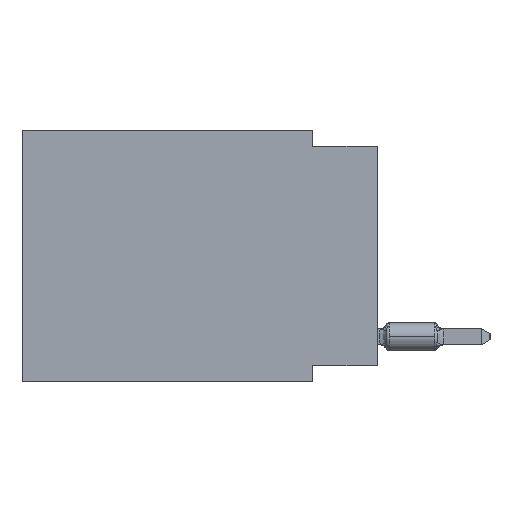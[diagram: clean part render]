
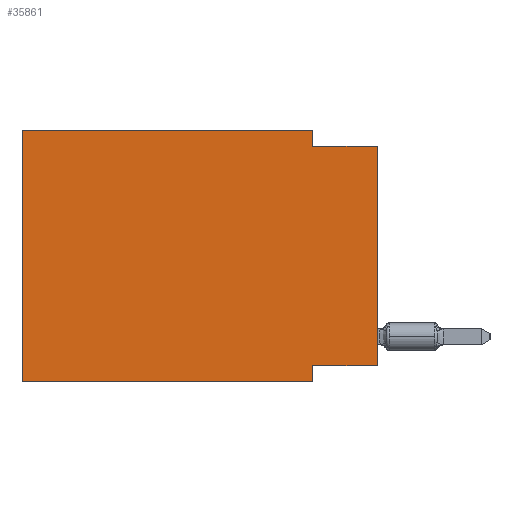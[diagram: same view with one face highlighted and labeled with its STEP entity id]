
A CAD part, left-side view. The second image highlights one B-rep face of the part: STEP entity #35861.
In plain terms, the highlighted planar face has unit normal (-1, 0, 0).
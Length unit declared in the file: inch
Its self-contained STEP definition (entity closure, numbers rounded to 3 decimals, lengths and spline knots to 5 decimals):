
#642 = CARTESIAN_POINT ( 'NONE',  ( 0., 0.55, 0. ) ) ;
#2151 = ORIENTED_EDGE ( 'NONE', *, *, #6909, .F. ) ;
#2806 = LINE ( 'NONE', #41059, #15462 ) ;
#2817 = CARTESIAN_POINT ( 'NONE',  ( 0., 0.55, 0. ) ) ;
#3869 = CARTESIAN_POINT ( 'NONE',  ( 0., 0.1, 0. ) ) ;
#3905 = EDGE_CURVE ( 'NONE', #38754, #16025, #2806, .T. ) ;
#5111 = VERTEX_POINT ( 'NONE', #34184 ) ;
#5665 = CARTESIAN_POINT ( 'NONE',  ( 0., 0., -0.365 ) ) ;
#6637 = CARTESIAN_POINT ( 'NONE',  ( 0., 0.55, 0. ) ) ;
#6909 = EDGE_CURVE ( 'NONE', #19228, #5111, #38127, .T. ) ;
#7637 = LINE ( 'NONE', #3869, #16478 ) ;
#7696 = VERTEX_POINT ( 'NONE', #23060 ) ;
#7856 = ORIENTED_EDGE ( 'NONE', *, *, #36428, .F. ) ;
#7918 = CARTESIAN_POINT ( 'NONE',  ( 0., 0., 0. ) ) ;
#8014 = VECTOR ( 'NONE', #16695, 39.37008 ) ;
#11508 = FACE_OUTER_BOUND ( 'NONE', #17219, .T. ) ;
#12141 = CARTESIAN_POINT ( 'NONE',  ( 0., 0.1, -0.39 ) ) ;
#12683 = DIRECTION ( 'NONE',  ( 0., -1., 0. ) ) ;
#13465 = DIRECTION ( 'NONE',  ( 1., 0., 0. ) ) ;
#13500 = EDGE_CURVE ( 'NONE', #15634, #15729, #7637, .T. ) ;
#13776 = ORIENTED_EDGE ( 'NONE', *, *, #13500, .F. ) ;
#14632 = VECTOR ( 'NONE', #28736, 39.37008 ) ;
#15462 = VECTOR ( 'NONE', #18765, 39.37008 ) ;
#15511 = AXIS2_PLACEMENT_3D ( 'NONE', #642, #13465, #24313 ) ;
#15634 = VERTEX_POINT ( 'NONE', #22216 ) ;
#15729 = VERTEX_POINT ( 'NONE', #29763 ) ;
#16025 = VERTEX_POINT ( 'NONE', #21957 ) ;
#16478 = VECTOR ( 'NONE', #39791, 39.37008 ) ;
#16570 = ORIENTED_EDGE ( 'NONE', *, *, #31525, .T. ) ;
#16695 = DIRECTION ( 'NONE',  ( 0., -1., 0. ) ) ;
#17219 = EDGE_LOOP ( 'NONE', ( #21678, #7856, #13776, #20789, #2151, #16570, #39152, #38716 ) ) ;
#17756 = VECTOR ( 'NONE', #18861, 39.37008 ) ;
#18765 = DIRECTION ( 'NONE',  ( 0., 1., 0. ) ) ;
#18861 = DIRECTION ( 'NONE',  ( 0., -1., 0. ) ) ;
#19228 = VERTEX_POINT ( 'NONE', #20889 ) ;
#20789 = ORIENTED_EDGE ( 'NONE', *, *, #31141, .F. ) ;
#20889 = CARTESIAN_POINT ( 'NONE',  ( 0., 0.55, -0.39 ) ) ;
#21678 = ORIENTED_EDGE ( 'NONE', *, *, #32597, .T. ) ;
#21957 = CARTESIAN_POINT ( 'NONE',  ( 0., 0.1, -0.365 ) ) ;
#22216 = CARTESIAN_POINT ( 'NONE',  ( 0., 0.1, 0. ) ) ;
#22437 = CARTESIAN_POINT ( 'NONE',  ( 0., 0., -0.025 ) ) ;
#23060 = CARTESIAN_POINT ( 'NONE',  ( 0., 0.1, -0.39 ) ) ;
#23872 = LINE ( 'NONE', #7918, #33513 ) ;
#24313 = DIRECTION ( 'NONE',  ( 0., 0., -1. ) ) ;
#24415 = CARTESIAN_POINT ( 'NONE',  ( 0., 0., -0.025 ) ) ;
#26165 = VECTOR ( 'NONE', #12683, 39.37008 ) ;
#26285 = VECTOR ( 'NONE', #34551, 39.37008 ) ;
#26291 = VERTEX_POINT ( 'NONE', #24415 ) ;
#27690 = PLANE ( 'NONE',  #15511 ) ;
#28736 = DIRECTION ( 'NONE',  ( 0., 0., -1. ) ) ;
#28794 = EDGE_CURVE ( 'NONE', #16025, #7696, #40922, .T. ) ;
#29763 = CARTESIAN_POINT ( 'NONE',  ( 0., 0.1, -0.025 ) ) ;
#31141 = EDGE_CURVE ( 'NONE', #5111, #15634, #35422, .T. ) ;
#31525 = EDGE_CURVE ( 'NONE', #19228, #7696, #38923, .T. ) ;
#32597 = EDGE_CURVE ( 'NONE', #38754, #26291, #23872, .T. ) ;
#33513 = VECTOR ( 'NONE', #34177, 39.37008 ) ;
#34177 = DIRECTION ( 'NONE',  ( 0., 0., 1. ) ) ;
#34184 = CARTESIAN_POINT ( 'NONE',  ( 0., 0.55, 0. ) ) ;
#34551 = DIRECTION ( 'NONE',  ( 0., 0., 1. ) ) ;
#34955 = CARTESIAN_POINT ( 'NONE',  ( 0., 0.55, -0.39 ) ) ;
#35422 = LINE ( 'NONE', #6637, #8014 ) ;
#35861 = ADVANCED_FACE ( 'NONE', ( #11508 ), #27690, .F. ) ;
#36428 = EDGE_CURVE ( 'NONE', #15729, #26291, #37791, .T. ) ;
#37791 = LINE ( 'NONE', #22437, #17756 ) ;
#38127 = LINE ( 'NONE', #2817, #26285 ) ;
#38716 = ORIENTED_EDGE ( 'NONE', *, *, #3905, .F. ) ;
#38754 = VERTEX_POINT ( 'NONE', #5665 ) ;
#38923 = LINE ( 'NONE', #34955, #26165 ) ;
#39152 = ORIENTED_EDGE ( 'NONE', *, *, #28794, .F. ) ;
#39791 = DIRECTION ( 'NONE',  ( 0., 0., -1. ) ) ;
#40922 = LINE ( 'NONE', #12141, #14632 ) ;
#41059 = CARTESIAN_POINT ( 'NONE',  ( 0., 0., -0.365 ) ) ;
